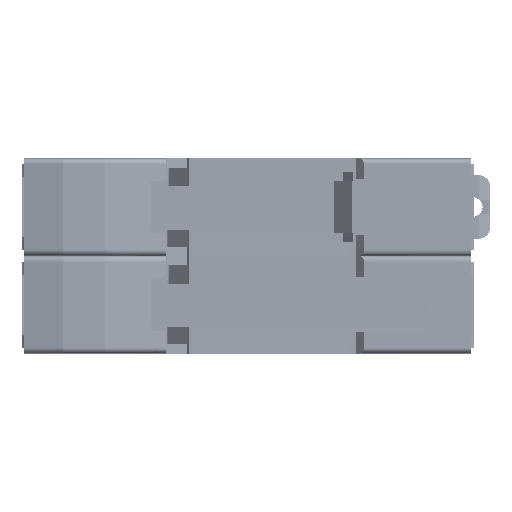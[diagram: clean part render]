
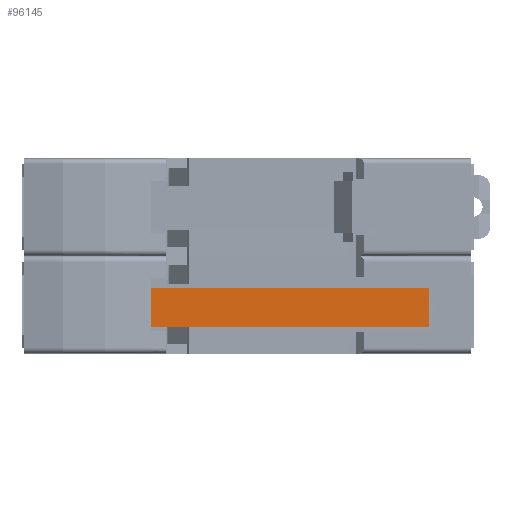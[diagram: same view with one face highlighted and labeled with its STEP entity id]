
A CAD part, front view. The second image highlights one B-rep face of the part: STEP entity #96145.
In plain terms, the highlighted planar face has unit normal (0, -1, 0).
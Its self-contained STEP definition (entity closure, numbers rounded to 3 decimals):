
#17417 = VERTEX_POINT ( 'NONE', #86694 ) ;
#17423 = VERTEX_POINT ( 'NONE', #86703 ) ;
#17447 = VERTEX_POINT ( 'NONE', #86733 ) ;
#17453 = VERTEX_POINT ( 'NONE', #86741 ) ;
#17457 = VERTEX_POINT ( 'NONE', #86747 ) ;
#18561 = VERTEX_POINT ( 'NONE', #87126 ) ;
#22173 = ORIENTED_EDGE ( 'NONE', *, *, #72770, .F. ) ;
#22174 = ORIENTED_EDGE ( 'NONE', *, *, #72087, .F. ) ;
#22175 = ORIENTED_EDGE ( 'NONE', *, *, #72084, .T. ) ;
#22176 = ORIENTED_EDGE ( 'NONE', *, *, #72771, .F. ) ;
#22177 = ORIENTED_EDGE ( 'NONE', *, *, #72043, .T. ) ;
#22178 = ORIENTED_EDGE ( 'NONE', *, *, #72760, .F. ) ;
#34840 = EDGE_LOOP ( 'NONE', ( #22173, #22174, #22175, #22176, #22177, #22178 ) ) ;
#65720 = AXIS2_PLACEMENT_3D ( 'NONE', #77271, #77282, #77284 ) ;
#68774 = LINE ( 'NONE', #68775, #69353 ) ;
#68775 = CARTESIAN_POINT ( 'NONE',  ( 32.758, 5.546, -5.8 ) ) ;
#68776 = DIRECTION ( 'NONE',  ( 0.009, 0., -1. ) ) ;
#68787 = LINE ( 'NONE', #68788, #69357 ) ;
#68788 = CARTESIAN_POINT ( 'NONE',  ( -99.27, 5.546, -5.8 ) ) ;
#68789 = DIRECTION ( 'NONE',  ( 1., 0., 0. ) ) ;
#68790 = LINE ( 'NONE', #68791, #69356 ) ;
#68791 = CARTESIAN_POINT ( 'NONE',  ( -99.27, 5.546, -12.885 ) ) ;
#68792 = DIRECTION ( 'NONE',  ( -1., 0., 0. ) ) ;
#69353 = VECTOR ( 'NONE', #68776, 1000. ) ;
#69356 = VECTOR ( 'NONE', #68792, 1000. ) ;
#69357 = VECTOR ( 'NONE', #68789, 1000. ) ;
#72043 = EDGE_CURVE ( 'NONE', #17423, #17417, #130257, .T. ) ;
#72084 = EDGE_CURVE ( 'NONE', #17453, #17447, #130398, .T. ) ;
#72087 = EDGE_CURVE ( 'NONE', #17453, #17457, #130358, .T. ) ;
#72760 = EDGE_CURVE ( 'NONE', #18561, #17417, #68774, .T. ) ;
#72770 = EDGE_CURVE ( 'NONE', #17457, #18561, #68787, .T. ) ;
#72771 = EDGE_CURVE ( 'NONE', #17423, #17447, #68790, .T. ) ;
#77266 = PLANE ( 'NONE',  #65720 ) ;
#77271 = CARTESIAN_POINT ( 'NONE',  ( -99.27, 5.546, -34.482 ) ) ;
#77278 = FACE_OUTER_BOUND ( 'NONE', #34840, .T. ) ;
#77282 = DIRECTION ( 'NONE',  ( 0., 1., 0. ) ) ;
#77284 = DIRECTION ( 'NONE',  ( 0., 0., 1. ) ) ;
#86694 = CARTESIAN_POINT ( 'NONE',  ( 32.82, 5.546, -12.885 ) ) ;
#86703 = CARTESIAN_POINT ( 'NONE',  ( -10.5, 5.546, -12.885 ) ) ;
#86733 = CARTESIAN_POINT ( 'NONE',  ( -14.562, 5.546, -12.885 ) ) ;
#86741 = CARTESIAN_POINT ( 'NONE',  ( -17.415, 5.546, -12.885 ) ) ;
#86747 = CARTESIAN_POINT ( 'NONE',  ( -17.415, 5.546, -5.8 ) ) ;
#87126 = CARTESIAN_POINT ( 'NONE',  ( 32.758, 5.546, -5.8 ) ) ;
#96145 = ADVANCED_FACE ( 'NONE', ( #77278 ), #77266, .F. ) ;
#124755 = VECTOR ( 'NONE', #130277, 1000. ) ;
#124773 = VECTOR ( 'NONE', #130414, 1000. ) ;
#124777 = VECTOR ( 'NONE', #130402, 1000. ) ;
#130257 = LINE ( 'NONE', #130273, #124755 ) ;
#130273 = CARTESIAN_POINT ( 'NONE',  ( 0.035, 5.546, -12.885 ) ) ;
#130277 = DIRECTION ( 'NONE',  ( 1., 0., 0. ) ) ;
#130358 = LINE ( 'NONE', #130411, #124773 ) ;
#130398 = LINE ( 'NONE', #130400, #124777 ) ;
#130400 = CARTESIAN_POINT ( 'NONE',  ( 0.035, 5.546, -12.885 ) ) ;
#130402 = DIRECTION ( 'NONE',  ( 1., 0., 0. ) ) ;
#130411 = CARTESIAN_POINT ( 'NONE',  ( -17.415, 5.546, -34.482 ) ) ;
#130414 = DIRECTION ( 'NONE',  ( 0., 0., 1. ) ) ;
